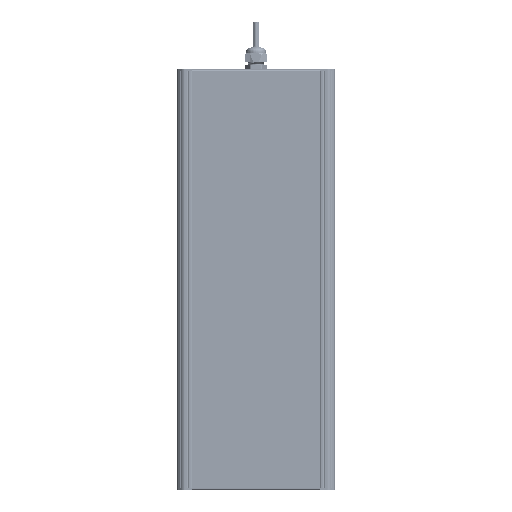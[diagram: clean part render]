
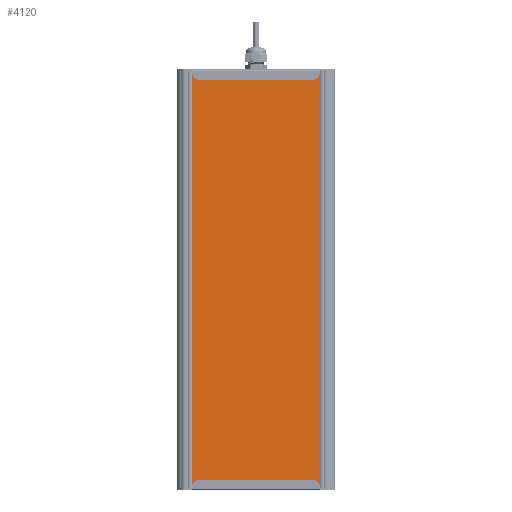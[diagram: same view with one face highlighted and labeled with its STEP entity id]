
A CAD part, front view. The second image highlights one B-rep face of the part: STEP entity #4120.
In plain terms, the highlighted face is planar.
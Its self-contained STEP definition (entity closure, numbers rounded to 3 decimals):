
#4120=ADVANCED_FACE('',(#16629),#16631,.T.);
#16629=FACE_BOUND('',#16630,.T.);
#16630=EDGE_LOOP('',(#48011,#48012,#48013,#48014));
#16631=PLANE('',#16632);
#16632=AXIS2_PLACEMENT_3D('',#16633,#16634,#16635);
#16633=CARTESIAN_POINT('',(2111.497,401.002,-34.582));
#16634=DIRECTION('',(0.,0.,-1.));
#16635=DIRECTION('',(0.,1.,0.));
#48011=ORIENTED_EDGE('',*,*,#56381,.F.);
#48012=ORIENTED_EDGE('',*,*,#56380,.T.);
#48013=ORIENTED_EDGE('',*,*,#56382,.F.);
#48014=ORIENTED_EDGE('',*,*,#56383,.F.);
#56380=EDGE_CURVE('',#62858,#62862,#62864,.T.);
#56381=EDGE_CURVE('',#62858,#62865,#62866,.T.);
#56382=EDGE_CURVE('',#62867,#62862,#62868,.T.);
#56383=EDGE_CURVE('',#62865,#62867,#62869,.T.);
#62858=VERTEX_POINT('',#83082);
#62862=VERTEX_POINT('',#83090);
#62864=LINE('',#83094,#83095);
#62865=VERTEX_POINT('',#83097);
#62866=LINE('',#83098,#83099);
#62867=VERTEX_POINT('',#83101);
#62868=LINE('',#83102,#83103);
#62869=LINE('',#83105,#83106);
#83082=CARTESIAN_POINT('',(2111.497,565.13,-34.582));
#83090=CARTESIAN_POINT('',(2607.497,565.13,-34.582));
#83094=CARTESIAN_POINT('',(2111.497,565.13,-34.582));
#83095=VECTOR('',#83096,1.);
#83096=DIRECTION('',(1.,0.,0.));
#83097=CARTESIAN_POINT('',(2111.497,401.002,-34.582));
#83098=CARTESIAN_POINT('',(2111.497,565.13,-34.582));
#83099=VECTOR('',#83100,1.);
#83100=DIRECTION('',(0.,-1.,0.));
#83101=CARTESIAN_POINT('',(2607.497,401.002,-34.582));
#83102=CARTESIAN_POINT('',(2607.497,401.002,-34.582));
#83103=VECTOR('',#83104,1.);
#83104=DIRECTION('',(0.,1.,0.));
#83105=CARTESIAN_POINT('',(2111.497,401.002,-34.582));
#83106=VECTOR('',#83107,1.);
#83107=DIRECTION('',(1.,0.,0.));
